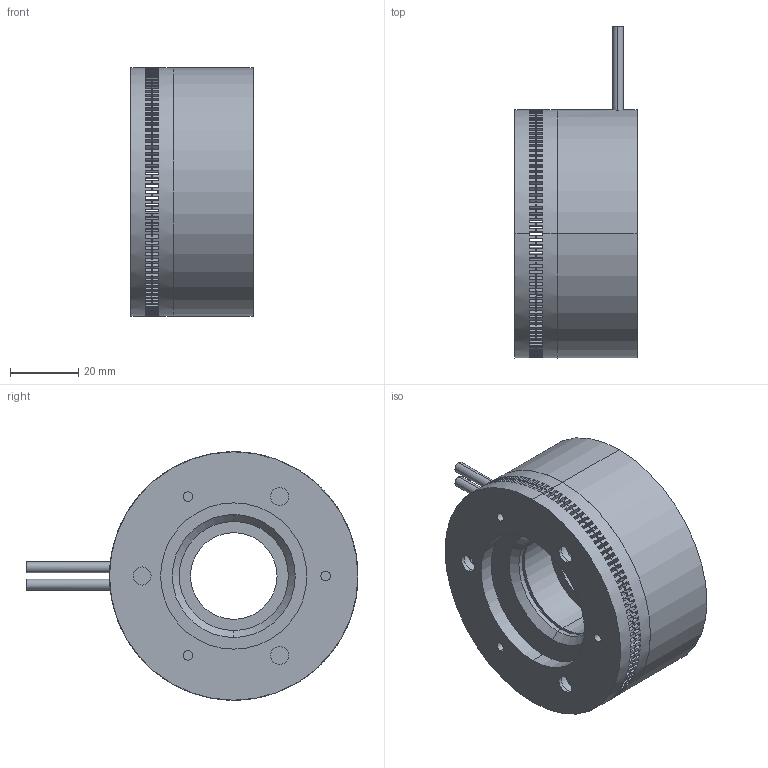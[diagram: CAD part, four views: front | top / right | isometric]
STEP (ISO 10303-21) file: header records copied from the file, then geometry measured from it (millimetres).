
FILE_DESCRIPTION (( 'STEP AP203' ), '1' );
FILE_NAME ('320_SETB_WebAssy.STEP', '2017-02-21T19:03:34', ( 'Delete' ), ( 'Hewlett-Packard Company' ), 'SwSTEP 2.0', 'SolidWorks 2017', '' );
FILE_SCHEMA (( 'CONFIG_CONTROL_DESIGN' ));
Length unit declared in the file: inch
Products named in the file (1): 320_SETB_WebAssy
Bounding box: 35.81 x 97.41 x 72.9 mm (x, y, z)
Volume: 107926.6 mm3; surface area: 35093.4 mm2
Topology: 6 solids, 6 shells, 1094 faces, 3180 edges, 2110 vertices
Faces by surface type: plane 760, cylinder 310, cone 12, torus 6, bspline 6
Entity records: 52299 total; most frequent: CARTESIAN_POINT 22253, DIRECTION 6464, ORIENTED_EDGE 6344, EDGE_CURVE 3172, AXIS2_PLACEMENT_3D 2225, VERTEX_POINT 2110, VECTOR 2014, LINE 2014
